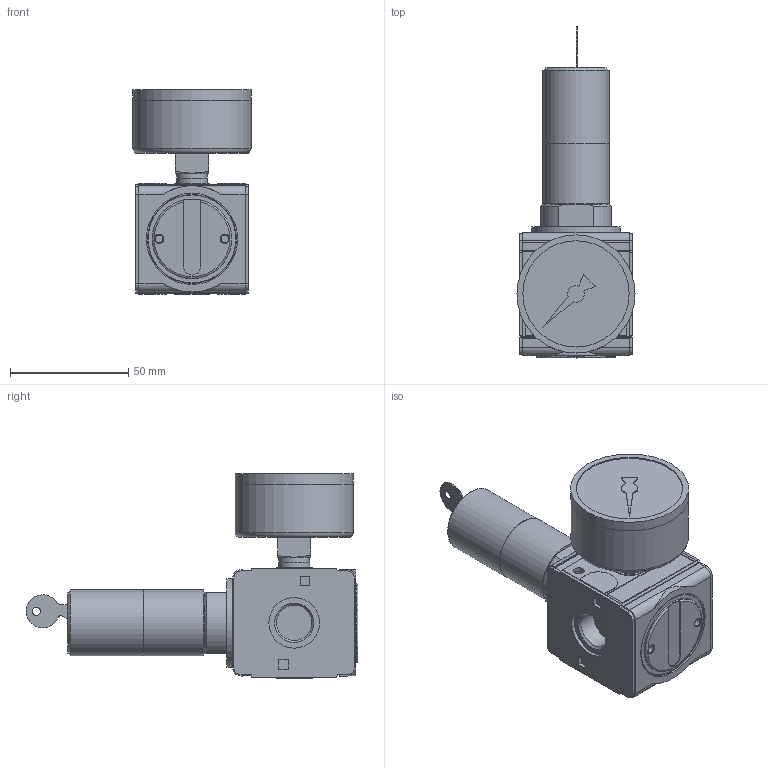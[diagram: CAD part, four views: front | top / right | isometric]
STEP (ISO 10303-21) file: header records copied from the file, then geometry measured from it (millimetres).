
FILE_DESCRIPTION( ( 'STEP AP203' ), ' ' );
FILE_NAME( '9.1712.006.stp', '2017-04-10T07:14:11', ( '' ), ( '' ), ' ', 'PARTsolutions', ' ' );
FILE_SCHEMA( ( 'CONFIG_CONTROL_DESIGN' ) );
Length unit declared in the file: millimetre
Products named in the file (3): 9.1712.006; _R 12 - 3-10020-G; _R 12 - 3-2
Assembly tree (2 placements, depth 2):
  9.1712.006
    _R 12 - 3-10020-G
    _R 12 - 3-2
Bounding box: 50 x 140.5 x 86.7 mm (x, y, z)
Volume: 206695.1 mm3; surface area: 33092.6 mm2
Topology: 2 solids, 2 shells, 237 faces, 553 edges, 365 vertices
Faces by surface type: plane 158, cylinder 58, cone 19, torus 2
Full cylindrical faces by diameter (mm): 3.2 x2, 3.5 x1, 4 x2, 4.4 x4, 11.445 x1, 13 x1, 13.157 x1, 14.95 x2, 15.1 x2, 19.5 x1, 21.4 x1, 23.2 x1, 24 x1, 28 x2, 33.7 x1, 37.5 x1, 37.6 x1, 38.6 x1, 45 x1, 49.96 x1, 50 x2
Entity records: 6645 total; most frequent: CARTESIAN_POINT 1221, DIRECTION 1099, ORIENTED_EDGE 994, EDGE_CURVE 497, AXIS2_PLACEMENT_3D 376, VERTEX_POINT 358, LINE 347, VECTOR 347
